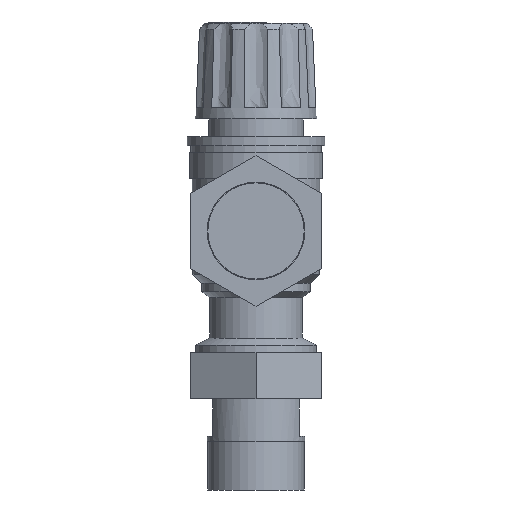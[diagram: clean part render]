
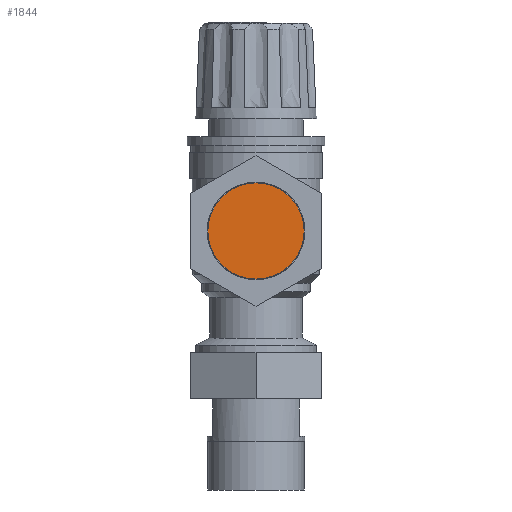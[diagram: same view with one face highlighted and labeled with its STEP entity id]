
A CAD part, left-side view. The second image highlights one B-rep face of the part: STEP entity #1844.
In plain terms, the highlighted planar face has unit normal (-1, 0, 0).
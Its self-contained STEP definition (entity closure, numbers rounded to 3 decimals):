
#170=CIRCLE('',#1987,16.625);
#290=FACE_OUTER_BOUND('',#418,.T.);
#418=EDGE_LOOP('',(#1365));
#831=VERTEX_POINT('',#2881);
#1040=EDGE_CURVE('',#831,#831,#170,.T.);
#1365=ORIENTED_EDGE('',*,*,#1040,.F.);
#1768=PLANE('',#1986);
#1844=ADVANCED_FACE('',(#290),#1768,.T.);
#1986=AXIS2_PLACEMENT_3D('',#2880,#2322,#2323);
#1987=AXIS2_PLACEMENT_3D('',#2882,#2324,#2325);
#2322=DIRECTION('center_axis',(-1.,0.,0.));
#2323=DIRECTION('ref_axis',(0.,0.,-1.));
#2324=DIRECTION('center_axis',(1.,0.,0.));
#2325=DIRECTION('ref_axis',(0.,0.,1.));
#2880=CARTESIAN_POINT('Origin',(0.,0.,16.625));
#2881=CARTESIAN_POINT('',(0.,0.,16.625));
#2882=CARTESIAN_POINT('Origin',(0.,0.,0.));
